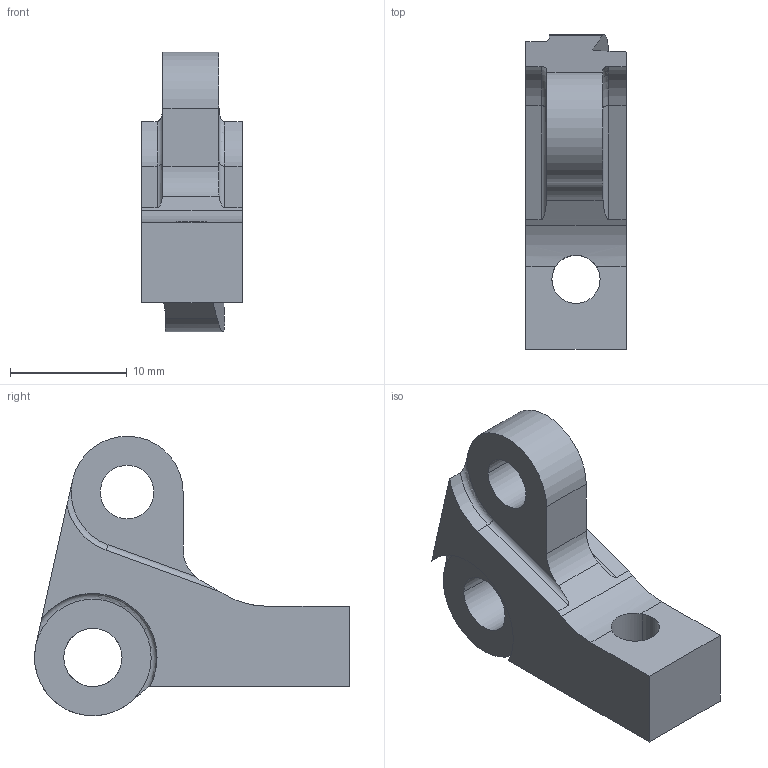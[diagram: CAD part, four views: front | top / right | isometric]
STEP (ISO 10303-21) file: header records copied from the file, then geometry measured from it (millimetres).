
FILE_DESCRIPTION(('CATIA V5 STEP Exchange'),'2;1');
FILE_NAME('Piece selle camille.stp','2021-06-27T21:33:07+00:00',('none'),('none'),'CATIA Version 5 Release 20 GA (IN-10)','CATIA V5 STEP AP203','none');
FILE_SCHEMA(('CONFIG_CONTROL_DESIGN'));
Length unit declared in the file: millimetre
Products named in the file (1): Pièce1
Bounding box: 8.6 x 27 x 23.98 mm (x, y, z)
Volume: 2025.1 mm3; surface area: 1520.5 mm2
Topology: 1 solids, 1 shells, 36 faces, 100 edges, 66 vertices
Faces by surface type: cylinder 17, plane 16, torus 3
Entity records: 1291 total; most frequent: CARTESIAN_POINT 366, ORIENTED_EDGE 200, DIRECTION 145, EDGE_CURVE 100, VERTEX_POINT 65, AXIS2_PLACEMENT_3D 64, VECTOR 51, LINE 51
